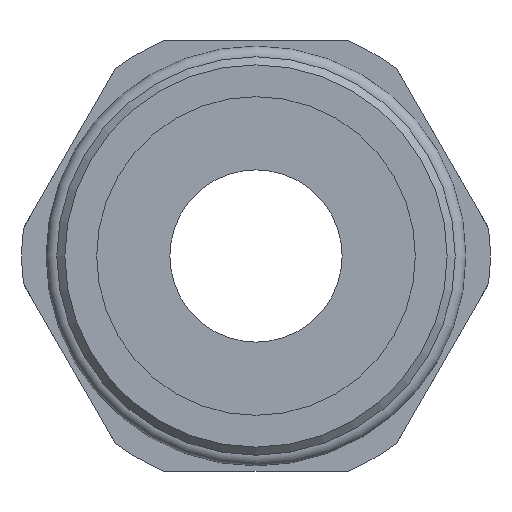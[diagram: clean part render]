
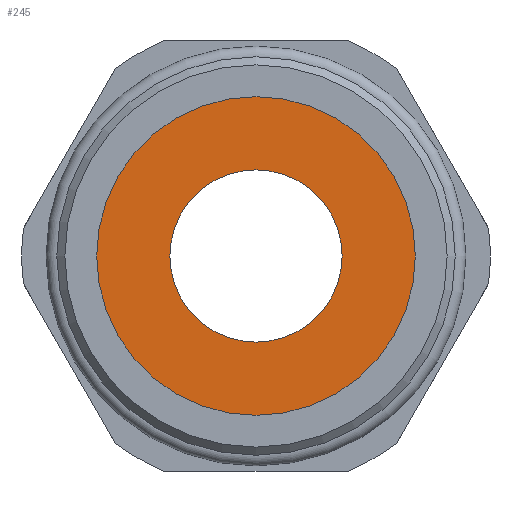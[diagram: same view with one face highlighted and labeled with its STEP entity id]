
A CAD part, left-side view. The second image highlights one B-rep face of the part: STEP entity #245.
In plain terms, the highlighted planar face has unit normal (-1, 0, 0).
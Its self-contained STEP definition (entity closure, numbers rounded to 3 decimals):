
#245 = ADVANCED_FACE( '', ( #518, #519 ), #520, .T. );
#518 = FACE_BOUND( '', #807, .T. );
#519 = FACE_OUTER_BOUND( '', #808, .T. );
#520 = PLANE( '', #809 );
#807 = EDGE_LOOP( '', ( #1439 ) );
#808 = EDGE_LOOP( '', ( #1440 ) );
#809 = AXIS2_PLACEMENT_3D( '', #1441, #1442, #1443 );
#1439 = ORIENTED_EDGE( '', *, *, #1865, .T. );
#1440 = ORIENTED_EDGE( '', *, *, #1800, .F. );
#1441 = CARTESIAN_POINT( '', ( 13.5, 14.8, 0. ) );
#1442 = DIRECTION( '', ( -1., 0., 0. ) );
#1443 = DIRECTION( '', ( 0., 0., 1. ) );
#1800 = EDGE_CURVE( '', #2188, #2188, #2189, .T. );
#1865 = EDGE_CURVE( '', #2277, #2277, #2278, .T. );
#2188 = VERTEX_POINT( '', #2744 );
#2189 = CIRCLE( '', #2745, 14.8 );
#2277 = VERTEX_POINT( '', #2875 );
#2278 = CIRCLE( '', #2876, 8. );
#2744 = CARTESIAN_POINT( '', ( 13.5, 0., -14.8 ) );
#2745 = AXIS2_PLACEMENT_3D( '', #3141, #3142, #3143 );
#2875 = CARTESIAN_POINT( '', ( 13.5, 0., -8. ) );
#2876 = AXIS2_PLACEMENT_3D( '', #3207, #3208, #3209 );
#3141 = CARTESIAN_POINT( '', ( 13.5, 0., 0. ) );
#3142 = DIRECTION( '', ( 1., 0., 0. ) );
#3143 = DIRECTION( '', ( 0., 0., -1. ) );
#3207 = CARTESIAN_POINT( '', ( 13.5, 0., 0. ) );
#3208 = DIRECTION( '', ( 1., 0., 0. ) );
#3209 = DIRECTION( '', ( 0., 0., -1. ) );
